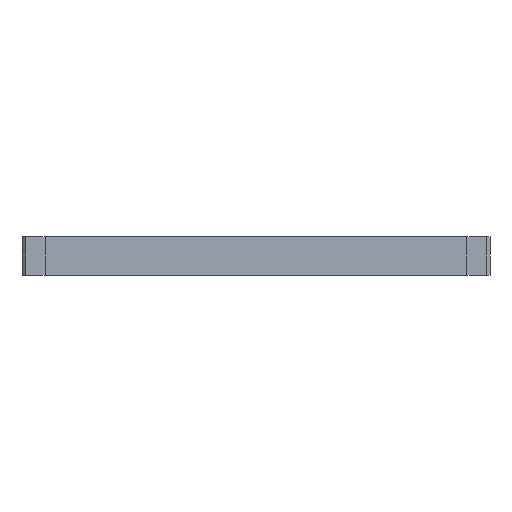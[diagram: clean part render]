
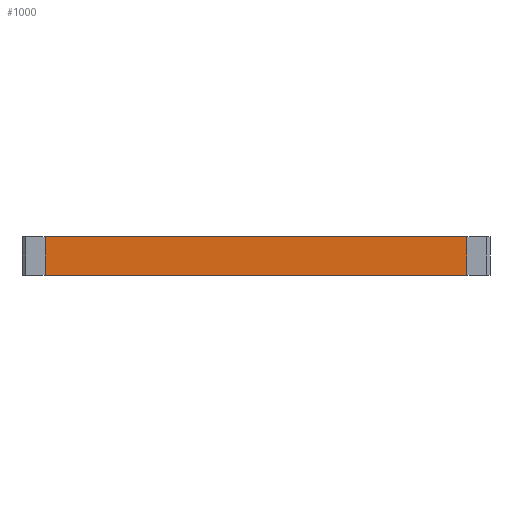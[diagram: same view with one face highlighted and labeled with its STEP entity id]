
A CAD part, left-side view. The second image highlights one B-rep face of the part: STEP entity #1000.
In plain terms, the highlighted planar face has unit normal (-1, 0, 0).
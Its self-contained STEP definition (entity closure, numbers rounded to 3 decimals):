
#146=FACE_OUTER_BOUND('',#209,.T.);
#209=EDGE_LOOP('',(#861,#862,#863,#864));
#254=LINE('',#1559,#348);
#281=LINE('',#1628,#375);
#307=LINE('',#1785,#401);
#308=LINE('',#1787,#402);
#348=VECTOR('',#1209,10.);
#375=VECTOR('',#1270,10.);
#401=VECTOR('',#1356,10.);
#402=VECTOR('',#1359,10.);
#447=VERTEX_POINT('',#1556);
#448=VERTEX_POINT('',#1558);
#473=VERTEX_POINT('',#1626);
#502=VERTEX_POINT('',#1783);
#556=EDGE_CURVE('',#447,#448,#254,.T.);
#591=EDGE_CURVE('',#473,#447,#281,.T.);
#636=EDGE_CURVE('',#473,#502,#307,.T.);
#637=EDGE_CURVE('',#502,#448,#308,.T.);
#861=ORIENTED_EDGE('',*,*,#591,.F.);
#862=ORIENTED_EDGE('',*,*,#636,.T.);
#863=ORIENTED_EDGE('',*,*,#637,.T.);
#864=ORIENTED_EDGE('',*,*,#556,.F.);
#955=PLANE('',#1108);
#1000=ADVANCED_FACE('',(#146),#955,.T.);
#1108=AXIS2_PLACEMENT_3D('',#1786,#1357,#1358);
#1209=DIRECTION('',(0.,0.,1.));
#1270=DIRECTION('',(0.,1.,0.));
#1356=DIRECTION('',(0.,0.,1.));
#1357=DIRECTION('center_axis',(-1.,0.,0.));
#1358=DIRECTION('ref_axis',(0.,-1.,0.));
#1359=DIRECTION('',(0.,1.,0.));
#1556=CARTESIAN_POINT('',(-27.5,27.5,0.));
#1558=CARTESIAN_POINT('',(-27.5,27.5,5.));
#1559=CARTESIAN_POINT('',(-27.5,27.5,0.));
#1626=CARTESIAN_POINT('',(-27.5,-27.5,0.));
#1628=CARTESIAN_POINT('',(-27.5,-27.5,0.));
#1783=CARTESIAN_POINT('',(-27.5,-27.5,5.));
#1785=CARTESIAN_POINT('',(-27.5,-27.5,0.));
#1786=CARTESIAN_POINT('Origin',(-27.5,0.,0.));
#1787=CARTESIAN_POINT('',(-27.5,-27.5,5.));
